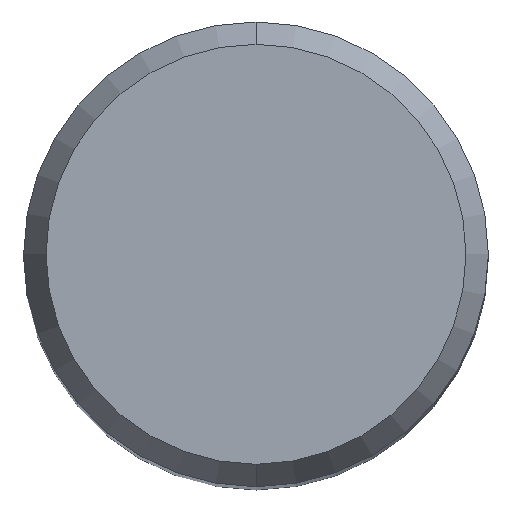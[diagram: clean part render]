
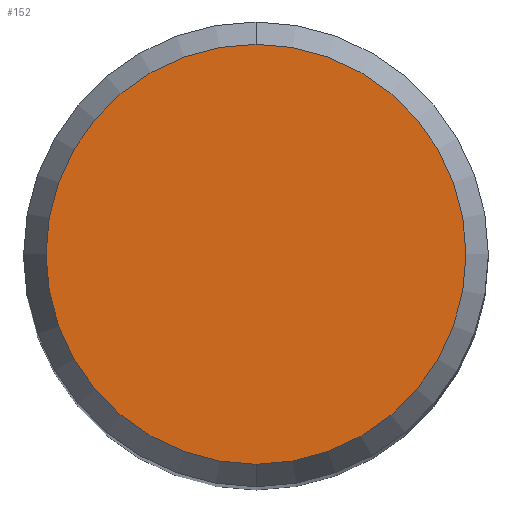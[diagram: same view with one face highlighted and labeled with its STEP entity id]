
A CAD part, top view. The second image highlights one B-rep face of the part: STEP entity #152.
In plain terms, the highlighted planar face has unit normal (0, 0, 1).
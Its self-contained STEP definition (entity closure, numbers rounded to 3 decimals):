
#118=EDGE_CURVE('',#174,#136,#257,.T.);
#136=VERTEX_POINT('',#277);
#146=EDGE_CURVE('',#136,#174,#287,.T.);
#152=ADVANCED_FACE('',(#294),#295,.T.);
#174=VERTEX_POINT('',#320);
#257=CIRCLE('',#415,4.304);
#277=CARTESIAN_POINT('',(0.0,4.304,0.01));
#287=CIRCLE('',#454,4.304);
#294=FACE_OUTER_BOUND('',#461,.T.);
#295=PLANE('',#462);
#320=CARTESIAN_POINT('',(0.,-4.304,0.01));
#415=AXIS2_PLACEMENT_3D('',#572,#573,#574);
#454=AXIS2_PLACEMENT_3D('',#601,#602,#603);
#461=EDGE_LOOP('',(#613,#614));
#462=AXIS2_PLACEMENT_3D('',#615,#616,#617);
#572=CARTESIAN_POINT('',(0.0,0.0,0.01));
#573=DIRECTION('',(0.0,0.0,-1.0));
#574=DIRECTION('',(0.0,1.0,0.0));
#601=CARTESIAN_POINT('',(0.0,0.0,0.01));
#602=DIRECTION('',(0.0,0.0,-1.0));
#603=DIRECTION('',(0.0,1.0,0.0));
#613=ORIENTED_EDGE('',*,*,#146,.F.);
#614=ORIENTED_EDGE('',*,*,#118,.F.);
#615=CARTESIAN_POINT('',(0.0,2.152,0.01));
#616=DIRECTION('',(-0.0,0.0,1.0));
#617=DIRECTION('',(0.0,-1.0,0.0));
